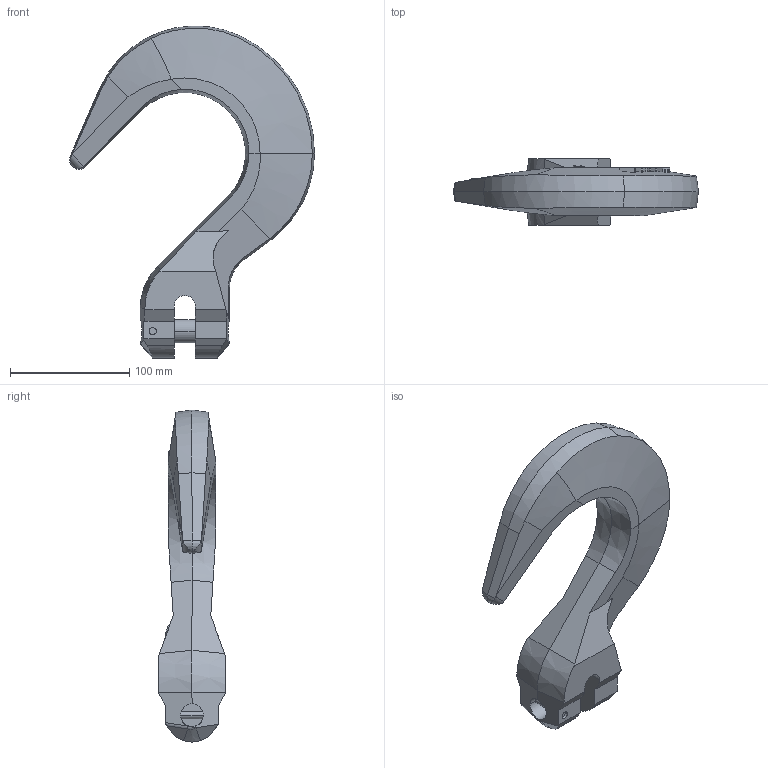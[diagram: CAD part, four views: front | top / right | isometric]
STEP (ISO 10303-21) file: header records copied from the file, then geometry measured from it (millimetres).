
FILE_DESCRIPTION((''),'2;1');
FILE_NAME('4VWH-16','2005-01-19T',('jakubetz'),(''),'PRO/ENGINEER BY PARAMETRIC TECHNOLOGY CORPORATION, 2001400','PRO/ENGINEER BY PARAMETRIC TECHNOLOGY CORPORATION, 2001400','');
FILE_SCHEMA(('CONFIG_CONTROL_DESIGN'));
Length unit declared in the file: millimetre
Products named in the file (1): 4VWH-16
Bounding box: 205.92 x 56 x 278.94 mm (x, y, z)
Volume: 773716 mm3; surface area: 83984.9 mm2
Topology: 1 solids, 1 shells, 237 faces, 643 edges, 419 vertices
Faces by surface type: plane 185, cylinder 27, cone 19, bspline 4, torus 2
Entity records: 7997 total; most frequent: CARTESIAN_POINT 2299, ORIENTED_EDGE 1286, DIRECTION 981, EDGE_CURVE 643, VECTOR 423, LINE 423, VERTEX_POINT 419, AXIS2_PLACEMENT_3D 279
